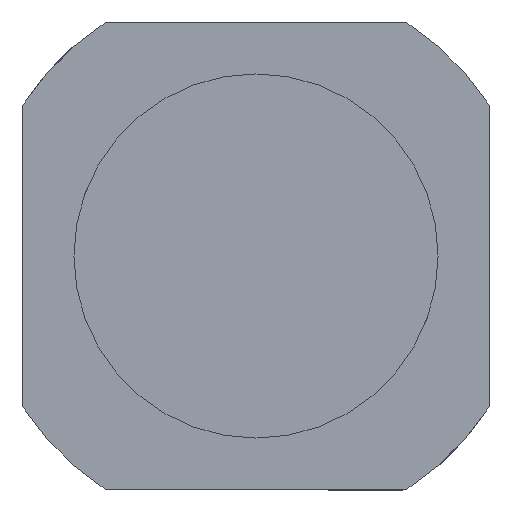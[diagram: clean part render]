
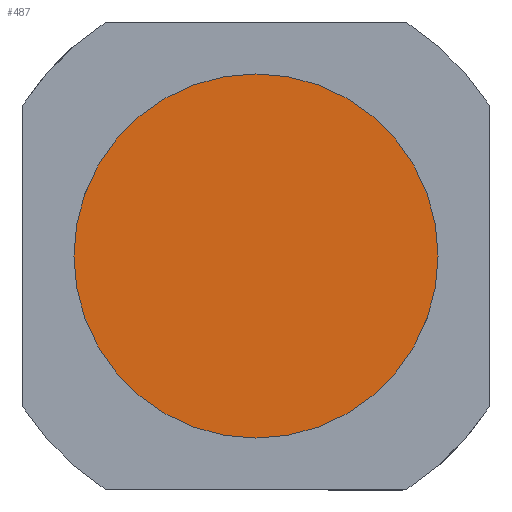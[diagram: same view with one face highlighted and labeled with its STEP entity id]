
A CAD part, front view. The second image highlights one B-rep face of the part: STEP entity #487.
In plain terms, the highlighted planar face has unit normal (0, -1, 0).
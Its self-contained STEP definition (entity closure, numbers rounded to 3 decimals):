
#46 = DIRECTION ( 'NONE',  ( 0., 0., 1. ) ) ;
#100 = AXIS2_PLACEMENT_3D ( 'NONE', #448, #676, #1227 ) ;
#164 = CARTESIAN_POINT ( 'NONE',  ( 0., 60., 0. ) ) ;
#177 = CARTESIAN_POINT ( 'NONE',  ( 0., 60., 12.45 ) ) ;
#346 = DIRECTION ( 'NONE',  ( 0., 1., 0. ) ) ;
#391 = EDGE_CURVE ( 'NONE', #564, #806, #440, .T. ) ;
#432 = EDGE_CURVE ( 'NONE', #806, #564, #604, .T. ) ;
#440 = CIRCLE ( 'NONE', #100, 12.45 ) ;
#448 = CARTESIAN_POINT ( 'NONE',  ( 0., 60., 0. ) ) ;
#487 = ADVANCED_FACE ( 'NONE', ( #1231 ), #740, .F. ) ;
#509 = ORIENTED_EDGE ( 'NONE', *, *, #432, .F. ) ;
#564 = VERTEX_POINT ( 'NONE', #177 ) ;
#604 = CIRCLE ( 'NONE', #732, 12.45 ) ;
#676 = DIRECTION ( 'NONE',  ( 0., 1., 0. ) ) ;
#730 = CARTESIAN_POINT ( 'NONE',  ( 0., 60., -12.45 ) ) ;
#732 = AXIS2_PLACEMENT_3D ( 'NONE', #164, #1264, #1057 ) ;
#740 = PLANE ( 'NONE',  #956 ) ;
#792 = EDGE_LOOP ( 'NONE', ( #509, #1180 ) ) ;
#806 = VERTEX_POINT ( 'NONE', #730 ) ;
#943 = CARTESIAN_POINT ( 'NONE',  ( 0., 60., 0. ) ) ;
#956 = AXIS2_PLACEMENT_3D ( 'NONE', #943, #346, #46 ) ;
#1057 = DIRECTION ( 'NONE',  ( 0., 0., 1. ) ) ;
#1180 = ORIENTED_EDGE ( 'NONE', *, *, #391, .F. ) ;
#1227 = DIRECTION ( 'NONE',  ( 0., 0., 1. ) ) ;
#1231 = FACE_OUTER_BOUND ( 'NONE', #792, .T. ) ;
#1264 = DIRECTION ( 'NONE',  ( 0., 1., 0. ) ) ;
